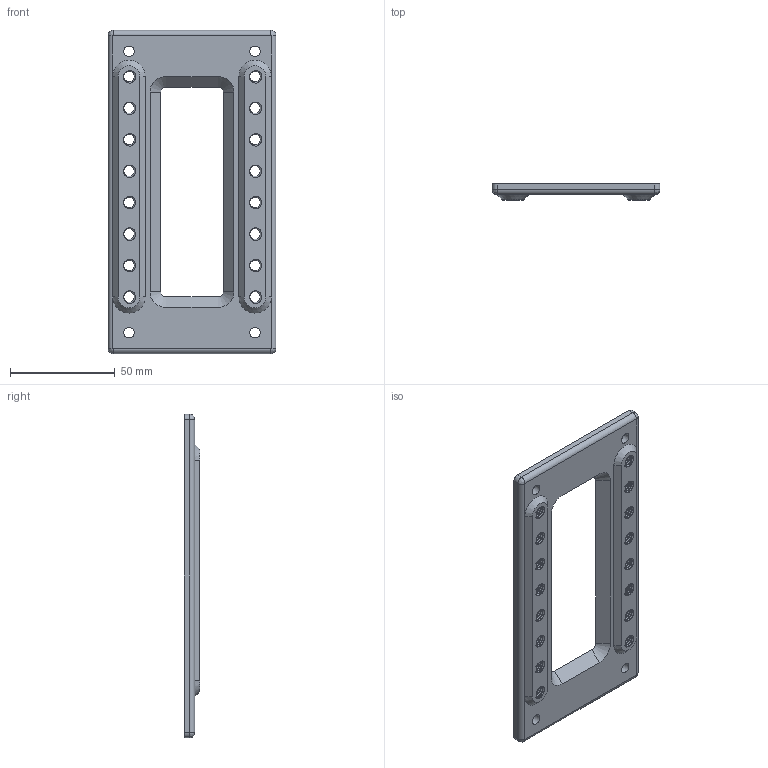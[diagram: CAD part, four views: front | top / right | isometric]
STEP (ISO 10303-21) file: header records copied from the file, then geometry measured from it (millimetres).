
FILE_DESCRIPTION(/* description */ (''),/* implementation_level */ '2;1');
FILE_NAME(/* name */ 'tool faceplate.step',/* time_stamp */ '2018-02-10T14:55:57-05:00',/* author */ ('oliver.lewis.art'),/* organization */ (''),/* preprocessor_version */ 'ST-DEVELOPER v16.13',/* originating_system */ 'Autodesk Translation Framework v6.5.0.72',/* authorisation */ '');
FILE_SCHEMA (('AUTOMOTIVE_DESIGN { 1 0 10303 214 3 1 1 }'));
Length unit declared in the file: millimetre
Products named in the file (1): tool faceplate 2
Bounding box: 80 x 7.5 x 154 mm (x, y, z)
Volume: 47336.2 mm3; surface area: 24539.9 mm2
Topology: 1 solids, 1 shells, 344 faces, 918 edges, 576 vertices
Faces by surface type: cylinder 284, bspline 36, plane 16, cone 8
Full cylindrical faces by diameter (mm): 5 x4, 5.116 x112, 6.35 x112
Entity records: 25971 total; most frequent: CARTESIAN_POINT 18335, ORIENTED_EDGE 1836, DIRECTION 1164, EDGE_CURVE 918, VERTEX_POINT 576, B_SPLINE_CURVE_WITH_KNOTS 496, AXIS2_PLACEMENT_3D 433, EDGE_LOOP 386
